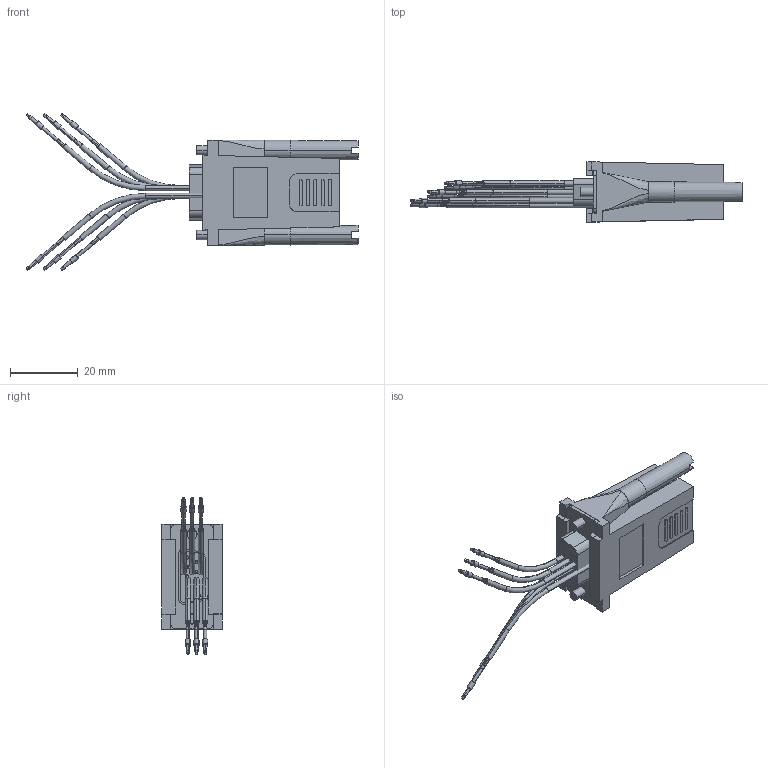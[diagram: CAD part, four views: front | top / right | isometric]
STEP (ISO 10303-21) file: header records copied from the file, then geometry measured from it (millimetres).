
FILE_DESCRIPTION (( 'STEP AP203' ), '1' );
FILE_NAME ('REC096FD.STEP', '2006-06-23T20:13:26', ( 'lcom' ), ( 'lcom' ), 'SwSTEP 2.0', 'SolidWorks 2006004', '' );
FILE_SCHEMA (( 'CONFIG_CONTROL_DESIGN' ));
Length unit declared in the file: inch
Products named in the file (13): 3AC08-013; 3AC08-014; 3AA07-037; REC096FD-MA1; REC096FD; C&P9F; 3AC08-016; 3AC08-015; 3AC08-018; 3AC08-017; REC096D-MA1; CRIMP&POKE F
Assembly tree (27 placements, depth 3):
  REC096FD
    3AA07-037  x2
    REC096D-MA1
    REC096FD-MA1
      CRIMP&POKE F  x6
      3AC08-013
      3AC08-018
      3AC08-016
      3AC08-017
      3AC08-015
      3AC08-014
    C&P9F
      CRIMP&POKE F  x9
      C&P9F
Bounding box: 97.78 x 17.78 x 46.17 mm (x, y, z)
Volume: 12029.2 mm3; surface area: 14255.9 mm2
Topology: 25 solids, 25 shells, 993 faces, 2552 edges, 1683 vertices
Faces by surface type: plane 489, cylinder 390, cone 79, torus 22, bspline 13
Entity records: 17674 total; most frequent: CARTESIAN_POINT 3829, DIRECTION 2589, ORIENTED_EDGE 2444, EDGE_CURVE 1222, AXIS2_PLACEMENT_3D 927, VERTEX_POINT 801, VECTOR 735, LINE 735
